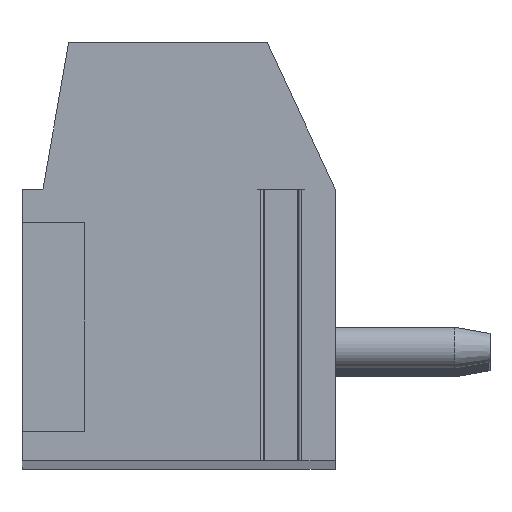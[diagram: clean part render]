
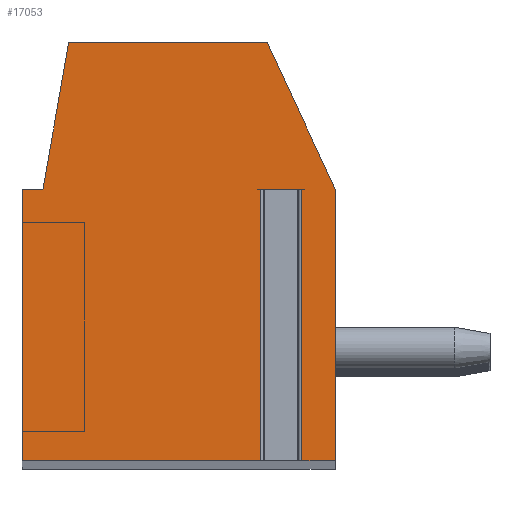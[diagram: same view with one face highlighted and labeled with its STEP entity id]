
A CAD part, top view. The second image highlights one B-rep face of the part: STEP entity #17053.
In plain terms, the highlighted planar face has unit normal (0, 0, 1).
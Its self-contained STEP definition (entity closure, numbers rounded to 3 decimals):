
#161=DIRECTION('',(-1.,0.,0.));
#162=VECTOR('',#161,0.996);
#163=CARTESIAN_POINT('',(2.948,1.5,112.5));
#164=LINE('',#163,#162);
#165=DIRECTION('',(0.,-1.,0.));
#166=VECTOR('',#165,6.5);
#167=CARTESIAN_POINT('',(1.952,1.5,112.5));
#168=LINE('',#167,#166);
#169=DIRECTION('',(1.,0.,0.));
#170=VECTOR('',#169,5.702);
#171=CARTESIAN_POINT('',(-3.75,-5.,112.5));
#172=LINE('',#171,#170);
#173=DIRECTION('',(0.,-1.,0.));
#174=VECTOR('',#173,6.5);
#175=CARTESIAN_POINT('',(-3.75,1.5,112.5));
#176=LINE('',#175,#174);
#177=DIRECTION('',(-1.,0.,0.));
#178=VECTOR('',#177,0.5);
#179=CARTESIAN_POINT('',(-3.25,1.5,112.5));
#180=LINE('',#179,#178);
#181=DIRECTION('',(-0.174,-0.985,0.));
#182=VECTOR('',#181,3.554);
#183=CARTESIAN_POINT('',(-2.633,5.,112.5));
#184=LINE('',#183,#182);
#185=DIRECTION('',(-1.,0.,0.));
#186=VECTOR('',#185,4.751);
#187=CARTESIAN_POINT('',(2.118,5.,112.5));
#188=LINE('',#187,#186);
#189=DIRECTION('',(-0.423,0.906,0.));
#190=VECTOR('',#189,3.862);
#191=CARTESIAN_POINT('',(3.75,1.5,112.5));
#192=LINE('',#191,#190);
#193=DIRECTION('',(0.,1.,0.));
#194=VECTOR('',#193,6.5);
#195=CARTESIAN_POINT('',(3.75,-5.,112.5));
#196=LINE('',#195,#194);
#197=DIRECTION('',(1.,0.,0.));
#198=VECTOR('',#197,0.802);
#199=CARTESIAN_POINT('',(2.948,-5.,112.5));
#200=LINE('',#199,#198);
#201=DIRECTION('',(0.,-1.,0.));
#202=VECTOR('',#201,6.5);
#203=CARTESIAN_POINT('',(2.948,1.5,112.5));
#204=LINE('',#203,#202);
#13291=CARTESIAN_POINT('',(3.75,-5.,112.5));
#13292=CARTESIAN_POINT('',(3.75,1.5,112.5));
#13293=VERTEX_POINT('',#13291);
#13294=VERTEX_POINT('',#13292);
#13295=CARTESIAN_POINT('',(2.118,5.,112.5));
#13296=VERTEX_POINT('',#13295);
#13297=CARTESIAN_POINT('',(-2.633,5.,112.5));
#13298=VERTEX_POINT('',#13297);
#13299=CARTESIAN_POINT('',(-3.25,1.5,112.5));
#13300=VERTEX_POINT('',#13299);
#13301=CARTESIAN_POINT('',(-3.75,1.5,112.5));
#13302=VERTEX_POINT('',#13301);
#13303=CARTESIAN_POINT('',(-3.75,-5.,112.5));
#13304=VERTEX_POINT('',#13303);
#13349=CARTESIAN_POINT('',(2.948,1.5,112.5));
#13350=CARTESIAN_POINT('',(1.952,1.5,112.5));
#13351=VERTEX_POINT('',#13349);
#13352=VERTEX_POINT('',#13350);
#13353=CARTESIAN_POINT('',(2.948,-5.,
112.5));
#13354=VERTEX_POINT('',#13353);
#13355=CARTESIAN_POINT('',(1.952,-5.,
112.5));
#13356=VERTEX_POINT('',#13355);
#17027=CARTESIAN_POINT('',(0.,0.,112.5));
#17028=DIRECTION('',(0.,0.,1.));
#17029=DIRECTION('',(1.,0.,0.));
#17030=AXIS2_PLACEMENT_3D('',#17027,#17028,#17029);
#17031=PLANE('',#17030);
#17033=ORIENTED_EDGE('',*,*,#17032,.T.);
#17035=ORIENTED_EDGE('',*,*,#17034,.T.);
#17036=ORIENTED_EDGE('',*,*,#16995,.F.);
#17038=ORIENTED_EDGE('',*,*,#17037,.F.);
#17040=ORIENTED_EDGE('',*,*,#17039,.F.);
#17042=ORIENTED_EDGE('',*,*,#17041,.F.);
#17044=ORIENTED_EDGE('',*,*,#17043,.F.);
#17046=ORIENTED_EDGE('',*,*,#17045,.F.);
#17048=ORIENTED_EDGE('',*,*,#17047,.F.);
#17049=ORIENTED_EDGE('',*,*,#16974,.F.);
#17050=ORIENTED_EDGE('',*,*,#17017,.F.);
#17051=EDGE_LOOP('',(#17033,#17035,#17036,#17038,#17040,#17042,#17044,#17046,
#17048,#17049,#17050));
#17052=FACE_OUTER_BOUND('',#17051,.F.);
#16974=EDGE_CURVE('',#13354,#13293,#200,.T.);
#16995=EDGE_CURVE('',#13304,#13356,#172,.T.);
#17017=EDGE_CURVE('',#13351,#13354,#204,.T.);
#17032=EDGE_CURVE('',#13351,#13352,#164,.T.);
#17034=EDGE_CURVE('',#13352,#13356,#168,.T.);
#17037=EDGE_CURVE('',#13302,#13304,#176,.T.);
#17039=EDGE_CURVE('',#13300,#13302,#180,.T.);
#17041=EDGE_CURVE('',#13298,#13300,#184,.T.);
#17043=EDGE_CURVE('',#13296,#13298,#188,.T.);
#17045=EDGE_CURVE('',#13294,#13296,#192,.T.);
#17047=EDGE_CURVE('',#13293,#13294,#196,.T.);
#17053=ADVANCED_FACE('',(#17052),#17031,.T.);
